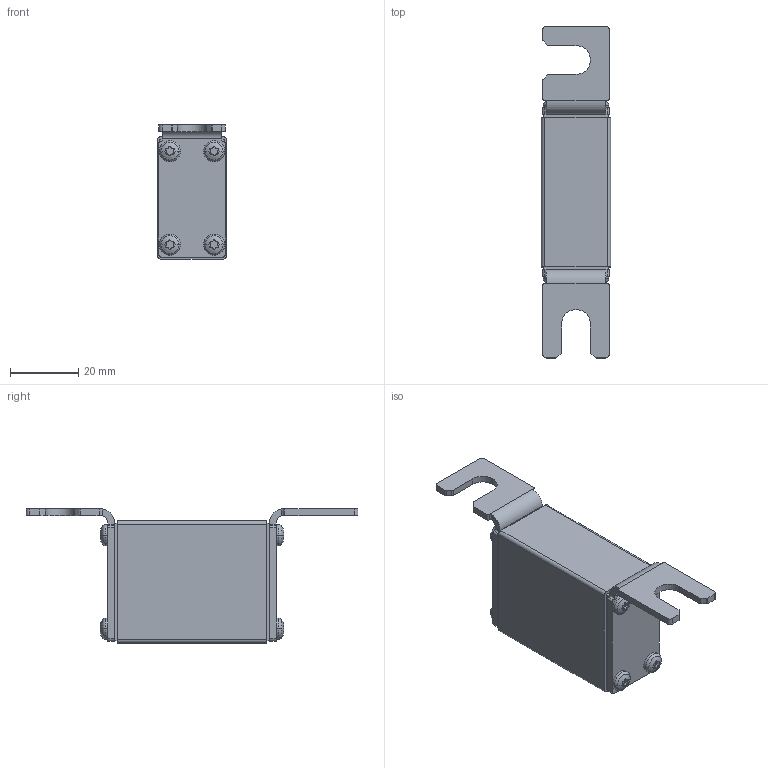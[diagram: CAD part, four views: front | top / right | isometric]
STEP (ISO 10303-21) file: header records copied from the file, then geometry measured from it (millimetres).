
FILE_DESCRIPTION((''),'2;1');
FILE_NAME('S00CPLUS_DIM_PART','2016-09-02T',('janez.tomelj'),('Audax d.o.o.'),'CREO PARAMETRIC BY PTC INC, 2015290','CREO PARAMETRIC BY PTC INC, 2015290','');
FILE_SCHEMA(('CONFIG_CONTROL_DESIGN'));
Length unit declared in the file: millimetre
Products named in the file (1): S00CPLUS_DIM_PART
Bounding box: 20.4 x 97.6 x 39.5 mm (x, y, z)
Volume: 38019.9 mm3; surface area: 9243.3 mm2
Topology: 1 solids, 1 shells, 256 faces, 676 edges, 432 vertices
Faces by surface type: cylinder 154, plane 70, torus 16, sphere 16
Entity records: 10658 total; most frequent: CARTESIAN_POINT 4288, ORIENTED_EDGE 1352, DIRECTION 1332, EDGE_CURVE 676, AXIS2_PLACEMENT_3D 520, VERTEX_POINT 432, VECTOR 292, LINE 292
